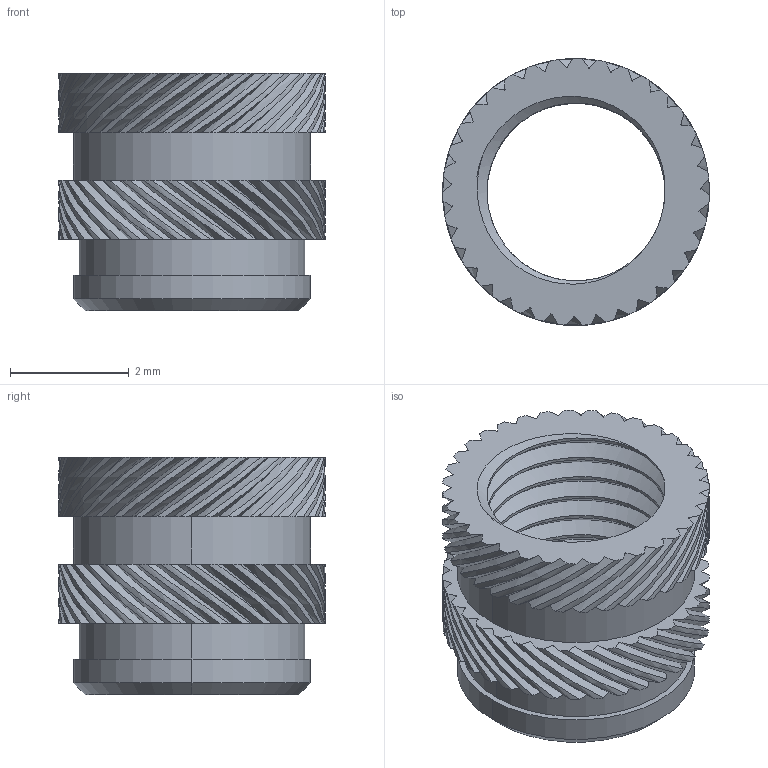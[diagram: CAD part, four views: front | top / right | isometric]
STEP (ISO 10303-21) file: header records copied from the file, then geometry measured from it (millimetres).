
FILE_DESCRIPTION (( 'STEP AP214' ), '1' );
FILE_NAME ('M3 Knurled Brass Nut-M3X4X4_5.STEP', '2022-05-02T08:27:22', ( '' ), ( '' ), 'SwSTEP 2.0', 'SolidWorks 2021', '' );
FILE_SCHEMA (( 'AUTOMOTIVE_DESIGN' ));
Length unit declared in the file: millimetre
Products named in the file (1): M3 Knurled Brass Nut-M3X4X4_5
Bounding box: 4.5 x 4.5 x 4 mm (x, y, z)
Volume: 23.1 mm3; surface area: 151.9 mm2
Topology: 1 solids, 1 shells, 255 faces, 745 edges, 496 vertices
Faces by surface type: bspline 142, cylinder 105, plane 6, cone 2
Entity records: 26686 total; most frequent: CARTESIAN_POINT 21794, ORIENTED_EDGE 1490, EDGE_CURVE 745, DIRECTION 583, VERTEX_POINT 496, AXIS2_PLACEMENT_3D 273, EDGE_LOOP 261, ADVANCED_FACE 255
